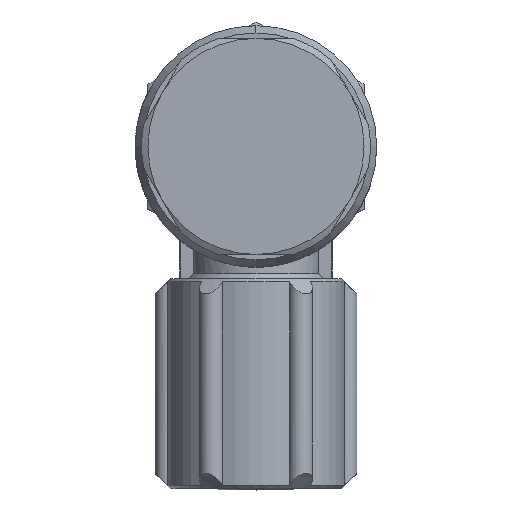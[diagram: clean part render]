
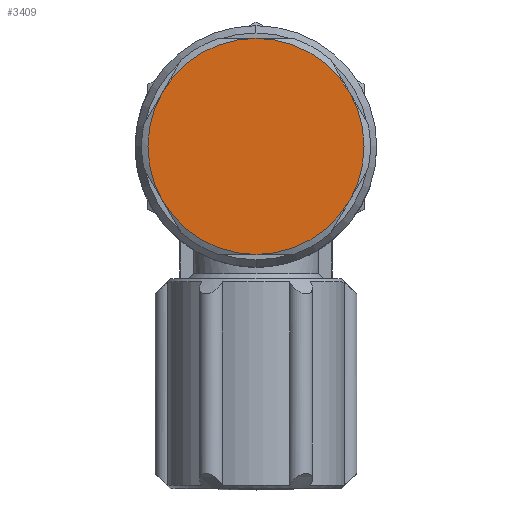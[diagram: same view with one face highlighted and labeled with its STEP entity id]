
A CAD part, top view. The second image highlights one B-rep face of the part: STEP entity #3409.
In plain terms, the highlighted planar face has unit normal (0, 0, 1).
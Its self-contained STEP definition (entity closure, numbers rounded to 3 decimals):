
#3024=CARTESIAN_POINT('',(7.355,12.853,15.45));
#3025=VERTEX_POINT('',#3024);
#3039=CARTESIAN_POINT('',(7.367,12.832,15.45));
#3040=VERTEX_POINT('',#3039);
#3041=CARTESIAN_POINT('',(7.355,12.853,15.45));
#3042=DIRECTION('',(0.5,-0.866,0.0));
#3043=VECTOR('',#3042,0.023);
#3044=LINE('',#3041,#3043);
#3045=EDGE_CURVE('',#3025,#3040,#3044,.T.);
#3079=CARTESIAN_POINT('',(0.0,17.093,15.45));
#3080=VERTEX_POINT('',#3079);
#3151=CARTESIAN_POINT('',(-7.361,12.843,15.45));
#3152=VERTEX_POINT('',#3151);
#3190=CARTESIAN_POINT('',(-7.361,4.343,15.45));
#3191=VERTEX_POINT('',#3190);
#3214=CARTESIAN_POINT('',(0.,0.093,15.45));
#3215=VERTEX_POINT('',#3214);
#3229=CARTESIAN_POINT('',(0.0,8.593,15.45));
#3230=DIRECTION('',(0.0,0.0,1.0));
#3231=DIRECTION('',(-1.0,0.0,0.0));
#3232=AXIS2_PLACEMENT_3D('',#3229,#3230,#3231);
#3233=CIRCLE('',#3232,8.5);
#3234=EDGE_CURVE('',#3191,#3215,#3233,.T.);
#3244=CARTESIAN_POINT('',(7.355,4.332,15.45));
#3245=VERTEX_POINT('',#3244);
#3259=CARTESIAN_POINT('',(0.0,8.593,15.45));
#3260=DIRECTION('',(0.0,0.0,1.0));
#3261=DIRECTION('',(-1.0,0.0,0.0));
#3262=AXIS2_PLACEMENT_3D('',#3259,#3260,#3261);
#3263=CIRCLE('',#3262,8.5);
#3264=EDGE_CURVE('',#3215,#3245,#3263,.T.);
#3311=CARTESIAN_POINT('',(0.0,8.593,15.45));
#3312=DIRECTION('',(0.0,0.0,1.0));
#3313=DIRECTION('',(-1.0,0.0,0.0));
#3314=AXIS2_PLACEMENT_3D('',#3311,#3312,#3313);
#3315=CIRCLE('',#3314,8.5);
#3316=EDGE_CURVE('',#3152,#3191,#3315,.T.);
#3329=CARTESIAN_POINT('',(0.0,8.593,15.45));
#3330=DIRECTION('',(0.0,0.0,1.0));
#3331=DIRECTION('',(-1.0,0.0,0.0));
#3332=AXIS2_PLACEMENT_3D('',#3329,#3330,#3331);
#3333=CIRCLE('',#3332,8.5);
#3334=EDGE_CURVE('',#3080,#3152,#3333,.T.);
#3347=CARTESIAN_POINT('',(0.0,8.593,15.45));
#3348=DIRECTION('',(0.0,0.0,1.0));
#3349=DIRECTION('',(-1.0,0.0,0.0));
#3350=AXIS2_PLACEMENT_3D('',#3347,#3348,#3349);
#3351=CIRCLE('',#3350,8.5);
#3352=EDGE_CURVE('',#3025,#3080,#3351,.T.);
#3362=CARTESIAN_POINT('',(7.367,4.353,15.45));
#3363=VERTEX_POINT('',#3362);
#3379=CARTESIAN_POINT('',(0.0,8.593,15.45));
#3380=DIRECTION('',(0.0,0.0,1.0));
#3381=DIRECTION('',(-1.0,0.0,0.0));
#3382=AXIS2_PLACEMENT_3D('',#3379,#3380,#3381);
#3383=CIRCLE('',#3382,8.5);
#3384=EDGE_CURVE('',#3363,#3040,#3383,.T.);
#3389=CARTESIAN_POINT('',(0.,8.593,15.45));
#3390=DIRECTION('',(0.0,0.0,1.0));
#3391=DIRECTION('',(1.0,0.0,0.0));
#3392=AXIS2_PLACEMENT_3D('',#3389,#3390,#3391);
#3393=PLANE('',#3392);
#3394=ORIENTED_EDGE('',*,*,#3384,.T.);
#3395=ORIENTED_EDGE('',*,*,#3045,.F.);
#3396=ORIENTED_EDGE('',*,*,#3352,.T.);
#3397=ORIENTED_EDGE('',*,*,#3334,.T.);
#3398=ORIENTED_EDGE('',*,*,#3316,.T.);
#3399=ORIENTED_EDGE('',*,*,#3234,.T.);
#3400=ORIENTED_EDGE('',*,*,#3264,.T.);
#3401=CARTESIAN_POINT('',(7.367,4.353,15.45));
#3402=DIRECTION('',(-0.5,-0.866,0.0));
#3403=VECTOR('',#3402,0.023);
#3404=LINE('',#3401,#3403);
#3405=EDGE_CURVE('',#3363,#3245,#3404,.T.);
#3406=ORIENTED_EDGE('',*,*,#3405,.F.);
#3407=EDGE_LOOP('',(#3394,#3395,#3396,#3397,#3398,#3399,#3400,#3406));
#3408=FACE_OUTER_BOUND('',#3407,.T.);
#3409=ADVANCED_FACE('',(#3408),#3393,.T.);
